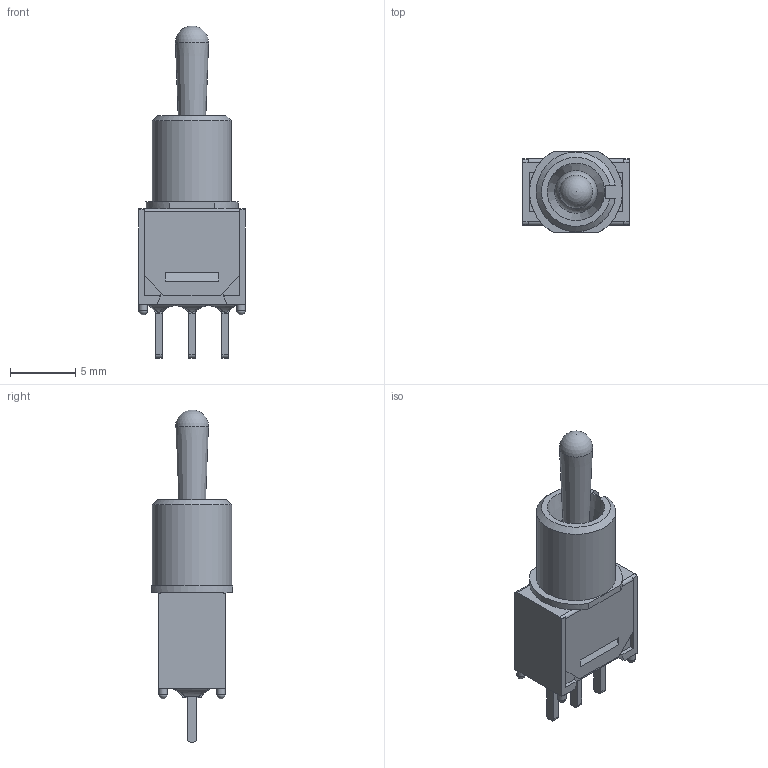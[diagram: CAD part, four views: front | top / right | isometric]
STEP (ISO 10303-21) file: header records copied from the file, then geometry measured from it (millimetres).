
FILE_DESCRIPTION((' '),'2;1');
FILE_NAME('200MSPxT5B7M2xE.stp','2017-07-31T15:18:16',(' '),(' '),' ','ACIS',' ');
FILE_SCHEMA(('CONFIG_CONTROL_DESIGN'));
Length unit declared in the file: inch
Products named in the file (3): 200MSPxT5B7M2xE.stp; Body1; Body2
Assembly tree (2 placements, depth 2):
  200MSPxT5B7M2xE.stp
    Body1
    Body2
Bounding box: 8.13 x 6.2 x 25.4 mm (x, y, z)
Volume: 367.1 mm3; surface area: 822.6 mm2
Topology: 2 solids, 3 shells, 144 faces, 389 edges, 250 vertices
Faces by surface type: plane 106, cylinder 21, bspline 8, sphere 6, cone 3
Full cylindrical faces by diameter (mm): 0.65 x4
Entity records: 5156 total; most frequent: CARTESIAN_POINT 1318, ORIENTED_EDGE 738, DIRECTION 667, EDGE_CURVE 369, VECTOR 275, LINE 275, VERTEX_POINT 242, AXIS2_PLACEMENT_3D 196
